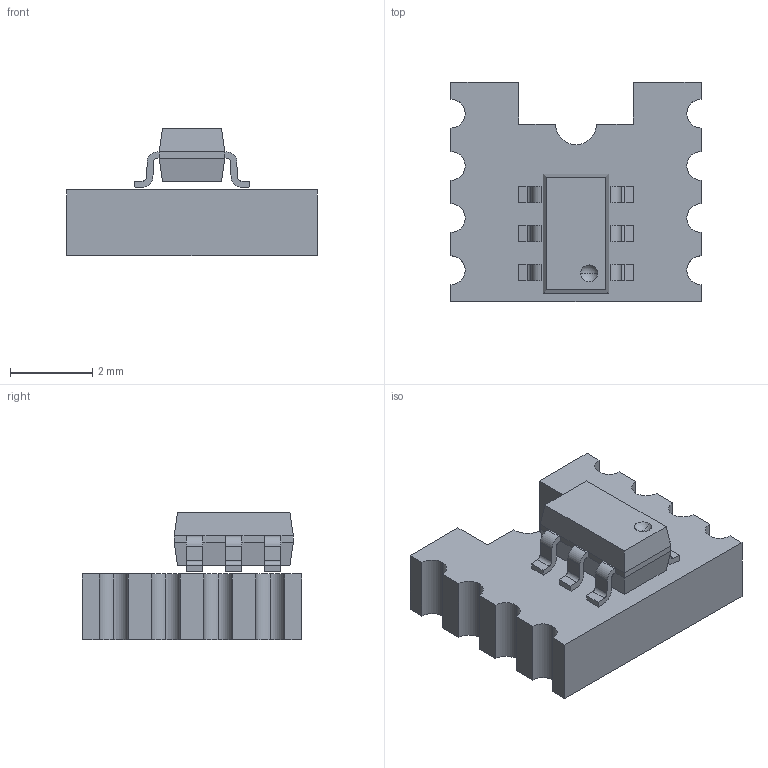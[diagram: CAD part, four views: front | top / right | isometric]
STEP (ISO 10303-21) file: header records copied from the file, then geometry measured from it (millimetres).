
FILE_DESCRIPTION(('FreeCAD Model'),'2;1');
FILE_NAME('Open_CASCADE_STEP_translator_6_9_1_cp.step' ,'2019-12-01T11:33:03',('kicad StepUp'),('ksu MCAD'), 'Open CASCADE STEP processor 7.2','FreeCAD','Unknown');
FILE_SCHEMA(('AUTOMOTIVE_DESIGN { 1 0 10303 214 1 1 1 1 }'));
Length unit declared in the file: millimetre
Products named in the file (1): Open_CASCADE_STEP_translator_6_9_1_cp
Bounding box: 6.1 x 5.33 x 3.1 mm (x, y, z)
Volume: 50.4 mm3; surface area: 128.3 mm2
Topology: 2 solids, 2 shells, 132 faces, 349 edges, 222 vertices
Faces by surface type: plane 93, cylinder 37, sphere 2
Entity records: 4971 total; most frequent: CARTESIAN_POINT 704, ORIENTED_EDGE 698, DIRECTION 692, EDGE_CURVE 349, LINE 272, VECTOR 272, VERTEX_POINT 222, AXIS2_PLACEMENT_3D 210
